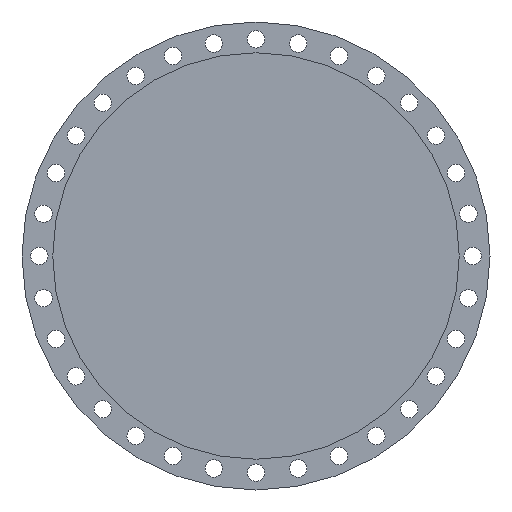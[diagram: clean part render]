
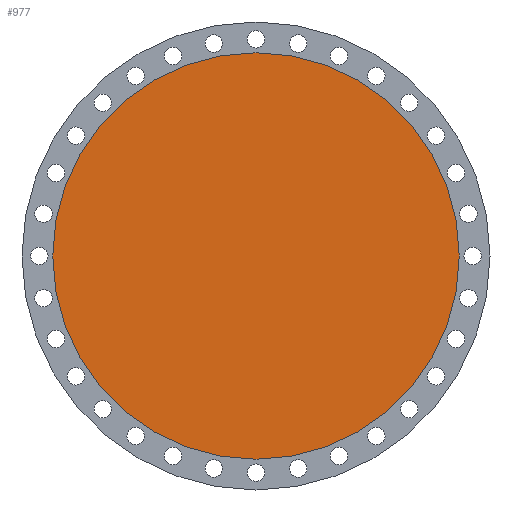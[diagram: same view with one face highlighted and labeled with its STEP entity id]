
A CAD part, left-side view. The second image highlights one B-rep face of the part: STEP entity #977.
In plain terms, the highlighted planar face has unit normal (-1, 0, 0).
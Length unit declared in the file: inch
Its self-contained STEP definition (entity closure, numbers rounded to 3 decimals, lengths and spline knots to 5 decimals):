
#6 = AXIS2_PLACEMENT_3D ( 'NONE', #1405, #2223, #2595 ) ;
#590 = DIRECTION ( 'NONE',  ( -1., 0., 0. ) ) ;
#757 = PLANE ( 'NONE',  #6 ) ;
#815 = CIRCLE ( 'NONE', #859, 19. ) ;
#859 = AXIS2_PLACEMENT_3D ( 'NONE', #1550, #590, #2621 ) ;
#971 = EDGE_CURVE ( 'NONE', #1047, #1434, #815, .T. ) ;
#977 = ADVANCED_FACE ( 'NONE', ( #2570 ), #757, .T. ) ;
#1024 = DIRECTION ( 'NONE',  ( -1., 0., 0. ) ) ;
#1047 = VERTEX_POINT ( 'NONE', #1380 ) ;
#1214 = CARTESIAN_POINT ( 'NONE',  ( 0., 0., 0. ) ) ;
#1308 = ORIENTED_EDGE ( 'NONE', *, *, #1735, .T. ) ;
#1326 = EDGE_LOOP ( 'NONE', ( #1308, #1831 ) ) ;
#1380 = CARTESIAN_POINT ( 'NONE',  ( 0., 0., -19. ) ) ;
#1405 = CARTESIAN_POINT ( 'NONE',  ( 0., 0., 0. ) ) ;
#1434 = VERTEX_POINT ( 'NONE', #1517 ) ;
#1517 = CARTESIAN_POINT ( 'NONE',  ( 0., 0., 19. ) ) ;
#1550 = CARTESIAN_POINT ( 'NONE',  ( 0., 0., 0. ) ) ;
#1735 = EDGE_CURVE ( 'NONE', #1434, #1047, #2575, .T. ) ;
#1819 = DIRECTION ( 'NONE',  ( 0., 0., 1. ) ) ;
#1831 = ORIENTED_EDGE ( 'NONE', *, *, #971, .T. ) ;
#1975 = AXIS2_PLACEMENT_3D ( 'NONE', #1214, #1024, #1819 ) ;
#2223 = DIRECTION ( 'NONE',  ( -1., 0., 0. ) ) ;
#2570 = FACE_OUTER_BOUND ( 'NONE', #1326, .T. ) ;
#2575 = CIRCLE ( 'NONE', #1975, 19. ) ;
#2595 = DIRECTION ( 'NONE',  ( 0., 0., 1. ) ) ;
#2621 = DIRECTION ( 'NONE',  ( 0., 0., 1. ) ) ;
